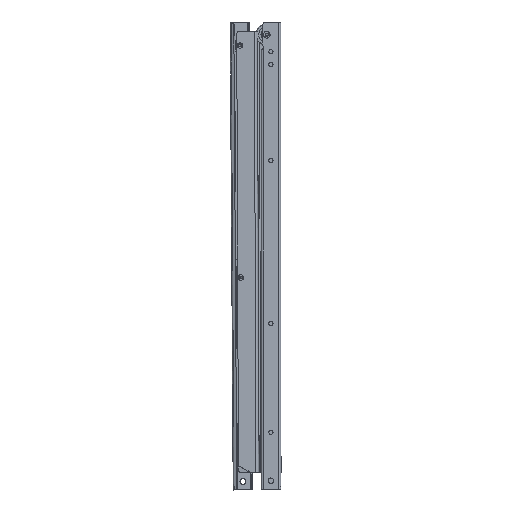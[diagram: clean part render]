
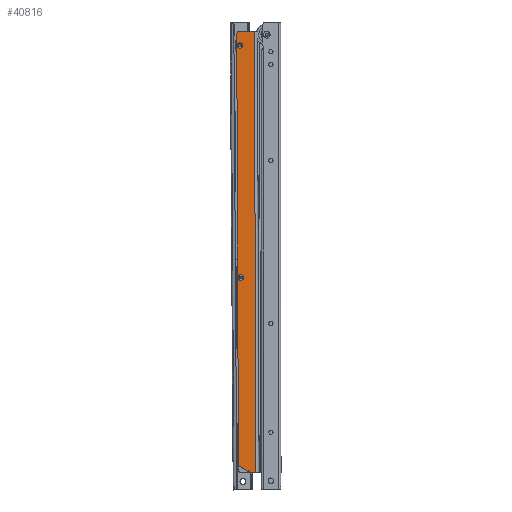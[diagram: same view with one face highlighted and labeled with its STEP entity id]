
A CAD part, left-side view. The second image highlights one B-rep face of the part: STEP entity #40816.
In plain terms, the highlighted planar face has unit normal (-1, 0, 0).
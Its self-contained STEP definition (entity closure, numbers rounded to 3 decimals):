
#174 = LINE ( 'NONE', #21621, #14833 ) ;
#1386 = EDGE_LOOP ( 'NONE', ( #40932, #33919 ) ) ;
#1834 = DIRECTION ( 'NONE',  ( 0., -1., 0. ) ) ;
#2267 = ORIENTED_EDGE ( 'NONE', *, *, #35436, .T. ) ;
#2835 = DIRECTION ( 'NONE',  ( 0., -1., 0. ) ) ;
#3004 = VERTEX_POINT ( 'NONE', #17087 ) ;
#3701 = CARTESIAN_POINT ( 'NONE',  ( -7.5, 17.9, -4. ) ) ;
#4377 = EDGE_CURVE ( 'NONE', #59668, #27644, #174, .T. ) ;
#5908 = EDGE_CURVE ( 'NONE', #31528, #62963, #30548, .T. ) ;
#5920 = CARTESIAN_POINT ( 'NONE',  ( -7.5, 21.9, -520. ) ) ;
#7017 = CARTESIAN_POINT ( 'NONE',  ( -7.5, 18.1, -20.2 ) ) ;
#8667 = DIRECTION ( 'NONE',  ( 0., -1., 0. ) ) ;
#9162 = AXIS2_PLACEMENT_3D ( 'NONE', #28540, #49986, #1834 ) ;
#9223 = EDGE_CURVE ( 'NONE', #18317, #62963, #54089, .T. ) ;
#9738 = ORIENTED_EDGE ( 'NONE', *, *, #5908, .T. ) ;
#12685 = CARTESIAN_POINT ( 'NONE',  ( -7.5, 18.1, -13.8 ) ) ;
#13137 = AXIS2_PLACEMENT_3D ( 'NONE', #27006, #42826, #63932 ) ;
#13591 = ORIENTED_EDGE ( 'NONE', *, *, #33075, .T. ) ;
#13836 = VECTOR ( 'NONE', #2835, 1000. ) ;
#14615 = DIRECTION ( 'NONE',  ( 0., -1., 0. ) ) ;
#14833 = VECTOR ( 'NONE', #64497, 1000. ) ;
#15701 = CARTESIAN_POINT ( 'NONE',  ( -7.5, 21.9, -520. ) ) ;
#15951 = VERTEX_POINT ( 'NONE', #12685 ) ;
#16841 = DIRECTION ( 'NONE',  ( 0., 0., 1. ) ) ;
#16868 = DIRECTION ( 'NONE',  ( 1., 0., 0. ) ) ;
#17087 = CARTESIAN_POINT ( 'NONE',  ( -7.5, 18.1, -286.8 ) ) ;
#18317 = VERTEX_POINT ( 'NONE', #68554 ) ;
#19334 = AXIS2_PLACEMENT_3D ( 'NONE', #23185, #44279, #55872 ) ;
#19610 = LINE ( 'NONE', #24193, #35954 ) ;
#20566 = EDGE_CURVE ( 'NONE', #40652, #18317, #42244, .T. ) ;
#21030 = CIRCLE ( 'NONE', #13137, 3.2 ) ;
#21621 = CARTESIAN_POINT ( 'NONE',  ( -7.5, 1.225, -520. ) ) ;
#22020 = DIRECTION ( 'NONE',  ( 0., -1., 0. ) ) ;
#22713 = EDGE_CURVE ( 'NONE', #31528, #27644, #52366, .T. ) ;
#23185 = CARTESIAN_POINT ( 'NONE',  ( -7.5, 18.1, -290. ) ) ;
#24193 = CARTESIAN_POINT ( 'NONE',  ( -7.5, 21.9, -520. ) ) ;
#26089 = CARTESIAN_POINT ( 'NONE',  ( -7.5, 18.121, -513.454 ) ) ;
#26100 = CARTESIAN_POINT ( 'NONE',  ( -7.5, 1.225, 0. ) ) ;
#26196 = VECTOR ( 'NONE', #48179, 1000. ) ;
#27006 = CARTESIAN_POINT ( 'NONE',  ( -7.5, 18.1, -17. ) ) ;
#27045 = ORIENTED_EDGE ( 'NONE', *, *, #20566, .F. ) ;
#27302 = FACE_BOUND ( 'NONE', #38020, .T. ) ;
#27622 = FACE_OUTER_BOUND ( 'NONE', #27953, .T. ) ;
#27644 = VERTEX_POINT ( 'NONE', #26100 ) ;
#27802 = CARTESIAN_POINT ( 'NONE',  ( -7.5, 17.9, 0. ) ) ;
#27953 = EDGE_LOOP ( 'NONE', ( #27045, #2267, #43479, #49113, #9738, #31685 ) ) ;
#28237 = CIRCLE ( 'NONE', #9162, 3.2 ) ;
#28540 = CARTESIAN_POINT ( 'NONE',  ( -7.5, 18.1, -290. ) ) ;
#30548 = CIRCLE ( 'NONE', #38451, 4. ) ;
#31528 = VERTEX_POINT ( 'NONE', #27802 ) ;
#31685 = ORIENTED_EDGE ( 'NONE', *, *, #9223, .F. ) ;
#33075 = EDGE_CURVE ( 'NONE', #3004, #50708, #28237, .T. ) ;
#33494 = CARTESIAN_POINT ( 'NONE',  ( -7.5, 1.225, -520. ) ) ;
#33919 = ORIENTED_EDGE ( 'NONE', *, *, #69336, .T. ) ;
#34437 = AXIS2_PLACEMENT_3D ( 'NONE', #15701, #48717, #22020 ) ;
#35010 = CIRCLE ( 'NONE', #19334, 3.2 ) ;
#35436 = EDGE_CURVE ( 'NONE', #40652, #59668, #19610, .T. ) ;
#35954 = VECTOR ( 'NONE', #8667, 1000. ) ;
#36893 = DIRECTION ( 'NONE',  ( 0., -1., 0. ) ) ;
#37823 = FACE_BOUND ( 'NONE', #1386, .T. ) ;
#38020 = EDGE_LOOP ( 'NONE', ( #13591, #53969 ) ) ;
#38451 = AXIS2_PLACEMENT_3D ( 'NONE', #3701, #52547, #14615 ) ;
#40652 = VERTEX_POINT ( 'NONE', #50871 ) ;
#40816 = ADVANCED_FACE ( 'NONE', ( #27302, #37823, #27622 ), #63876, .T. ) ;
#40932 = ORIENTED_EDGE ( 'NONE', *, *, #52937, .T. ) ;
#42244 = LINE ( 'NONE', #26089, #26196 ) ;
#42826 = DIRECTION ( 'NONE',  ( 1., 0., 0. ) ) ;
#43479 = ORIENTED_EDGE ( 'NONE', *, *, #4377, .T. ) ;
#44028 = CARTESIAN_POINT ( 'NONE',  ( -7.5, 21.9, -4. ) ) ;
#44279 = DIRECTION ( 'NONE',  ( 1., 0., 0. ) ) ;
#46380 = CARTESIAN_POINT ( 'NONE',  ( -7.5, 21.9, 0. ) ) ;
#48179 = DIRECTION ( 'NONE',  ( 0., 0.866, 0.5 ) ) ;
#48717 = DIRECTION ( 'NONE',  ( -1., 0., 0. ) ) ;
#49113 = ORIENTED_EDGE ( 'NONE', *, *, #22713, .F. ) ;
#49269 = AXIS2_PLACEMENT_3D ( 'NONE', #65382, #16868, #36893 ) ;
#49986 = DIRECTION ( 'NONE',  ( 1., 0., 0. ) ) ;
#50708 = VERTEX_POINT ( 'NONE', #69232 ) ;
#50871 = CARTESIAN_POINT ( 'NONE',  ( -7.5, 6.783, -520. ) ) ;
#52366 = LINE ( 'NONE', #46380, #13836 ) ;
#52547 = DIRECTION ( 'NONE',  ( -1., 0., 0. ) ) ;
#52937 = EDGE_CURVE ( 'NONE', #15951, #55898, #66101, .T. ) ;
#53969 = ORIENTED_EDGE ( 'NONE', *, *, #64187, .T. ) ;
#54089 = LINE ( 'NONE', #5920, #68492 ) ;
#55872 = DIRECTION ( 'NONE',  ( 0., -1., 0. ) ) ;
#55898 = VERTEX_POINT ( 'NONE', #7017 ) ;
#59668 = VERTEX_POINT ( 'NONE', #33494 ) ;
#62963 = VERTEX_POINT ( 'NONE', #44028 ) ;
#63876 = PLANE ( 'NONE',  #34437 ) ;
#63932 = DIRECTION ( 'NONE',  ( 0., -1., 0. ) ) ;
#64187 = EDGE_CURVE ( 'NONE', #50708, #3004, #35010, .T. ) ;
#64497 = DIRECTION ( 'NONE',  ( 0., 0., 1. ) ) ;
#65382 = CARTESIAN_POINT ( 'NONE',  ( -7.5, 18.1, -17. ) ) ;
#66101 = CIRCLE ( 'NONE', #49269, 3.2 ) ;
#68492 = VECTOR ( 'NONE', #16841, 1000. ) ;
#68554 = CARTESIAN_POINT ( 'NONE',  ( -7.5, 21.9, -511.272 ) ) ;
#69232 = CARTESIAN_POINT ( 'NONE',  ( -7.5, 18.1, -293.2 ) ) ;
#69336 = EDGE_CURVE ( 'NONE', #55898, #15951, #21030, .T. ) ;
